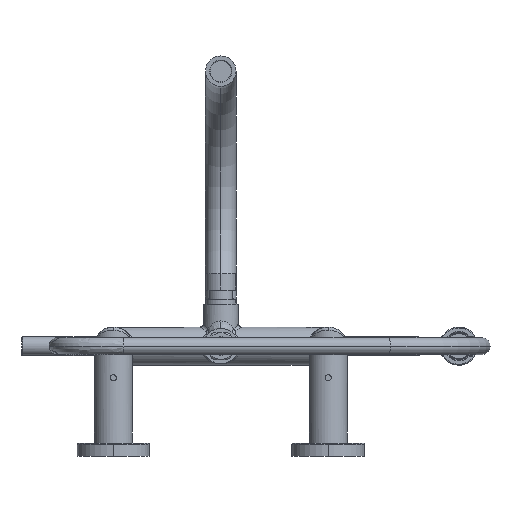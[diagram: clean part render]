
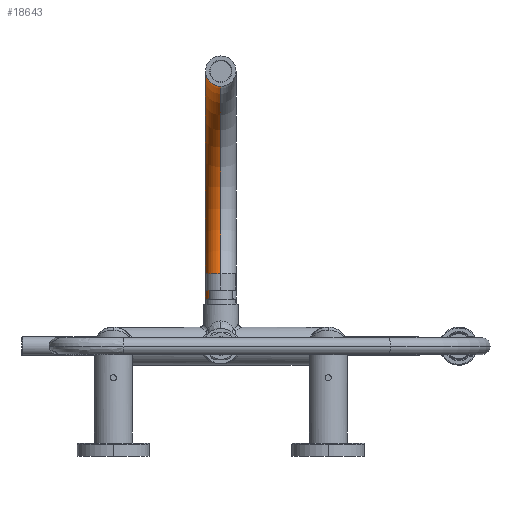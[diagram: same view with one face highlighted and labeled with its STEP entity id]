
A CAD part, front view. The second image highlights one B-rep face of the part: STEP entity #18643.
In plain terms, the highlighted toroidal (fillet/blend) face has major radius 114.3 mm and minor radius 12.7 mm.
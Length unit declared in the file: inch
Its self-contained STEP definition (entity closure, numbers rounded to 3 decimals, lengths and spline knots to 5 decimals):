
#18440=CARTESIAN_POINT('',(0.,6.925,9.));
#18441=DIRECTION('',(0.,1.,0.));
#18442=DIRECTION('',(0.,0.,-1.));
#18443=AXIS2_PLACEMENT_3D('',#18440,#18441,#18442);
#18445=CARTESIAN_POINT('',(0.,6.925,4.5));
#18446=DIRECTION('',(-1.,0.,0.));
#18447=DIRECTION('',(0.,0.,1.));
#18448=AXIS2_PLACEMENT_3D('',#18445,#18446,#18447);
#18455=CARTESIAN_POINT('',(0.,6.925,4.5));
#18456=DIRECTION('',(-1.,0.,0.));
#18457=DIRECTION('',(0.,0.,1.));
#18458=AXIS2_PLACEMENT_3D('',#18455,#18456,#18457);
#18469=CARTESIAN_POINT('',(0.,6.925,0.));
#18470=DIRECTION('',(0.,-1.,0.));
#18471=DIRECTION('',(0.,0.,1.));
#18472=AXIS2_PLACEMENT_3D('',#18469,#18470,#18471);
#18520=CARTESIAN_POINT('',(0.,6.925,8.5));
#18521=CARTESIAN_POINT('',(0.,6.925,9.5));
#18522=VERTEX_POINT('',#18520);
#18523=VERTEX_POINT('',#18521);
#18524=CARTESIAN_POINT('',(0.,6.925,0.5));
#18525=CARTESIAN_POINT('',(0.,6.925,-0.5));
#18526=VERTEX_POINT('',#18524);
#18527=VERTEX_POINT('',#18525);
#18629=CARTESIAN_POINT('',(0.,6.925,4.5));
#18630=DIRECTION('',(-1.,0.,0.));
#18631=DIRECTION('',(0.,0.,-1.));
#18632=AXIS2_PLACEMENT_3D('',#18629,#18630,#18631);
#18633=TOROIDAL_SURFACE('',#18632,4.5,0.5);
#18634=ORIENTED_EDGE('',*,*,#18624,.F.);
#18636=ORIENTED_EDGE('',*,*,#18635,.T.);
#18638=ORIENTED_EDGE('',*,*,#18637,.T.);
#18640=ORIENTED_EDGE('',*,*,#18639,.F.);
#18641=EDGE_LOOP('',(#18634,#18636,#18638,#18640));
#18642=FACE_OUTER_BOUND('',#18641,.F.);
#18643=ADVANCED_FACE('',(#18642),#18633,.T.);
#18444=CIRCLE('',#18443,0.5);
#18449=CIRCLE('',#18448,4.);
#18459=CIRCLE('',#18458,5.);
#18473=CIRCLE('',#18472,0.5);
#18624=EDGE_CURVE('',#18522,#18523,#18444,.T.);
#18635=EDGE_CURVE('',#18522,#18526,#18449,.T.);
#18637=EDGE_CURVE('',#18526,#18527,#18473,.T.);
#18639=EDGE_CURVE('',#18523,#18527,#18459,.T.);
